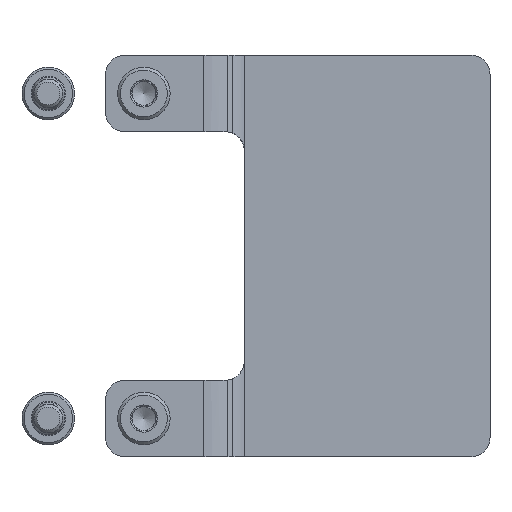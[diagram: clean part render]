
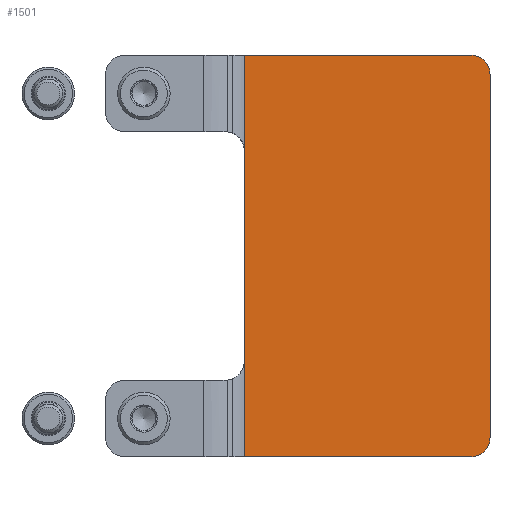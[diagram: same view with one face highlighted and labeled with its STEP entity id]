
A CAD part, left-side view. The second image highlights one B-rep face of the part: STEP entity #1501.
In plain terms, the highlighted planar face has unit normal (-1, 0, 0).
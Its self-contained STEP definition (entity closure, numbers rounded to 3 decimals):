
#174=LINE('',#2322,#272);
#175=LINE('',#2326,#273);
#176=LINE('',#2328,#274);
#177=LINE('',#2330,#275);
#272=VECTOR('',#1863,1000.);
#273=VECTOR('',#1866,1000.);
#274=VECTOR('',#1867,1000.);
#275=VECTOR('',#1868,1000.);
#380=ORIENTED_EDGE('',*,*,#803,.F.);
#381=ORIENTED_EDGE('',*,*,#804,.F.);
#382=ORIENTED_EDGE('',*,*,#805,.F.);
#383=ORIENTED_EDGE('',*,*,#806,.F.);
#384=ORIENTED_EDGE('',*,*,#807,.T.);
#385=ORIENTED_EDGE('',*,*,#808,.T.);
#803=EDGE_CURVE('',#1014,#1015,#1148,.T.);
#804=EDGE_CURVE('',#1016,#1014,#174,.T.);
#805=EDGE_CURVE('',#1017,#1016,#1149,.T.);
#806=EDGE_CURVE('',#1018,#1017,#175,.T.);
#807=EDGE_CURVE('',#1018,#1019,#176,.T.);
#808=EDGE_CURVE('',#1019,#1015,#177,.T.);
#1014=VERTEX_POINT('',#2320);
#1015=VERTEX_POINT('',#2321);
#1016=VERTEX_POINT('',#2323);
#1017=VERTEX_POINT('',#2325);
#1018=VERTEX_POINT('',#2327);
#1019=VERTEX_POINT('',#2329);
#1148=CIRCLE('',#1655,2.);
#1149=CIRCLE('',#1656,2.);
#1216=EDGE_LOOP('',(#380,#381,#382,#383,#384,#385));
#1340=FACE_BOUND('',#1216,.T.);
#1463=PLANE('',#1654);
#1501=ADVANCED_FACE('',(#1340),#1463,.F.);
#1654=AXIS2_PLACEMENT_3D('',#2318,#1859,#1860);
#1655=AXIS2_PLACEMENT_3D('',#2319,#1861,#1862);
#1656=AXIS2_PLACEMENT_3D('',#2324,#1864,#1865);
#1859=DIRECTION('',(1.,0.,0.));
#1860=DIRECTION('',(0.,0.,-1.));
#1861=DIRECTION('',(1.,0.,0.));
#1862=DIRECTION('',(0.,0.,-1.));
#1863=DIRECTION('',(0.,0.,-1.));
#1864=DIRECTION('',(1.,0.,0.));
#1865=DIRECTION('',(0.,0.,-1.));
#1866=DIRECTION('',(0.,-1.,0.));
#1867=DIRECTION('',(0.,0.,-1.));
#1868=DIRECTION('',(0.,-1.,0.));
#2318=CARTESIAN_POINT('',(-2.5,25.66,21.));
#2319=CARTESIAN_POINT('',(-2.5,2.,-19.));
#2320=CARTESIAN_POINT('',(-2.5,0.,-19.));
#2321=CARTESIAN_POINT('',(-2.5,2.,-21.));
#2322=CARTESIAN_POINT('',(-2.5,0.,21.));
#2323=CARTESIAN_POINT('',(-2.5,0.,19.));
#2324=CARTESIAN_POINT('',(-2.5,2.,19.));
#2325=CARTESIAN_POINT('',(-2.5,2.,21.));
#2326=CARTESIAN_POINT('',(-2.5,25.66,21.));
#2327=CARTESIAN_POINT('',(-2.5,25.66,21.));
#2328=CARTESIAN_POINT('',(-2.5,25.66,21.));
#2329=CARTESIAN_POINT('',(-2.5,25.66,-21.));
#2330=CARTESIAN_POINT('',(-2.5,25.66,-21.));
